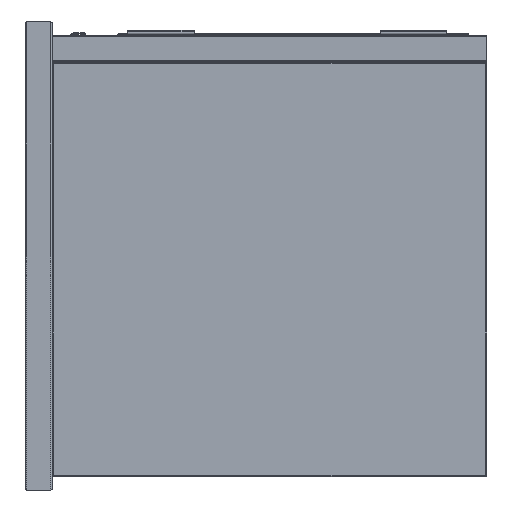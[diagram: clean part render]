
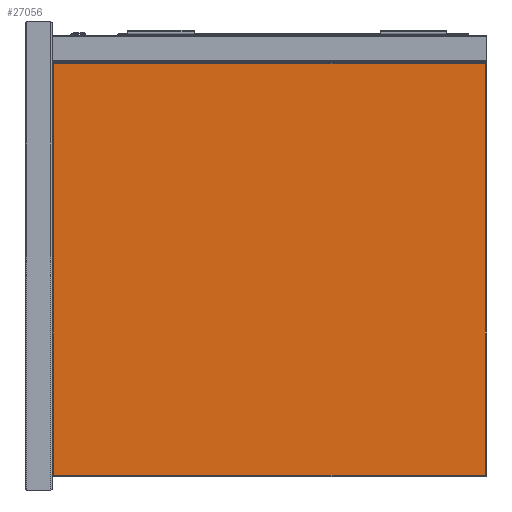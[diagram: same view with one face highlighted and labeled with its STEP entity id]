
A CAD part, left-side view. The second image highlights one B-rep face of the part: STEP entity #27056.
In plain terms, the highlighted planar face has unit normal (-1, 0, 0).
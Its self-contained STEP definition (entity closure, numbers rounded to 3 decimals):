
#1737 = VECTOR ( 'NONE', #1921, 1000. ) ;
#1921 = DIRECTION ( 'NONE',  ( 0., 1., 0. ) ) ;
#2040 = EDGE_CURVE ( 'NONE', #4265, #3145, #6764, .T. ) ;
#2297 = DIRECTION ( 'NONE',  ( -1., 0., 0. ) ) ;
#3145 = VERTEX_POINT ( 'NONE', #3627 ) ;
#3627 = CARTESIAN_POINT ( 'NONE',  ( -270., -323., -42. ) ) ;
#4265 = VERTEX_POINT ( 'NONE', #4862 ) ;
#4862 = CARTESIAN_POINT ( 'NONE',  ( -270., -323., -658. ) ) ;
#5707 = ORIENTED_EDGE ( 'NONE', *, *, #18901, .T. ) ;
#6227 = VERTEX_POINT ( 'NONE', #29890 ) ;
#6641 = VECTOR ( 'NONE', #15238, 1000. ) ;
#6764 = LINE ( 'NONE', #17823, #13801 ) ;
#7364 = LINE ( 'NONE', #17901, #1737 ) ;
#7905 = EDGE_CURVE ( 'NONE', #3145, #6227, #7364, .T. ) ;
#7994 = CARTESIAN_POINT ( 'NONE',  ( -270., 323., -658. ) ) ;
#9022 = LINE ( 'NONE', #32208, #18436 ) ;
#9578 = DIRECTION ( 'NONE',  ( 0., 0., 1. ) ) ;
#9862 = DIRECTION ( 'NONE',  ( 0., 0., 1. ) ) ;
#13801 = VECTOR ( 'NONE', #9578, 1000. ) ;
#15238 = DIRECTION ( 'NONE',  ( 0., -1., 0. ) ) ;
#15307 = AXIS2_PLACEMENT_3D ( 'NONE', #26966, #2297, #9862 ) ;
#15644 = FACE_OUTER_BOUND ( 'NONE', #22911, .T. ) ;
#17823 = CARTESIAN_POINT ( 'NONE',  ( -270., -323., -660. ) ) ;
#17901 = CARTESIAN_POINT ( 'NONE',  ( -270., 325., -42. ) ) ;
#17933 = EDGE_CURVE ( 'NONE', #6227, #20190, #9022, .T. ) ;
#18436 = VECTOR ( 'NONE', #18879, 1000. ) ;
#18879 = DIRECTION ( 'NONE',  ( 0., 0., -1. ) ) ;
#18901 = EDGE_CURVE ( 'NONE', #20190, #4265, #31005, .T. ) ;
#19199 = ORIENTED_EDGE ( 'NONE', *, *, #2040, .T. ) ;
#20190 = VERTEX_POINT ( 'NONE', #7994 ) ;
#22911 = EDGE_LOOP ( 'NONE', ( #19199, #26170, #31019, #5707 ) ) ;
#26170 = ORIENTED_EDGE ( 'NONE', *, *, #7905, .T. ) ;
#26966 = CARTESIAN_POINT ( 'NONE',  ( -270., -325., -660. ) ) ;
#27056 = ADVANCED_FACE ( 'Fl�che7', ( #15644 ), #32403, .T. ) ;
#28030 = CARTESIAN_POINT ( 'NONE',  ( -270., -325., -658. ) ) ;
#29890 = CARTESIAN_POINT ( 'NONE',  ( -270., 323., -42. ) ) ;
#31005 = LINE ( 'NONE', #28030, #6641 ) ;
#31019 = ORIENTED_EDGE ( 'NONE', *, *, #17933, .T. ) ;
#32208 = CARTESIAN_POINT ( 'NONE',  ( -270., 323., -660. ) ) ;
#32403 = PLANE ( 'NONE',  #15307 ) ;
